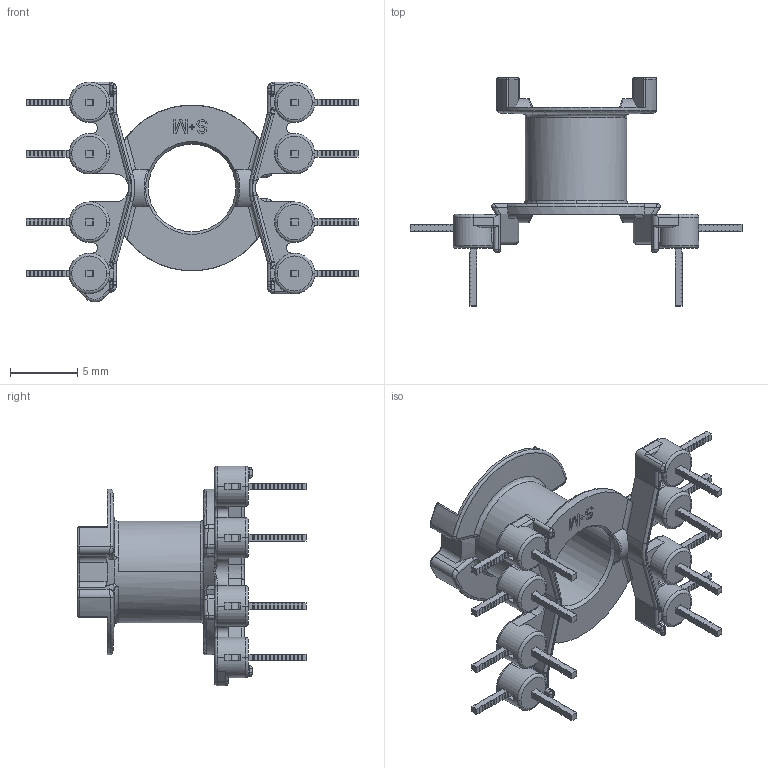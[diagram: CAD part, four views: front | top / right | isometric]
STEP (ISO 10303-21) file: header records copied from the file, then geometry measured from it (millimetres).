
FILE_DESCRIPTION((''),'2;1');
FILE_NAME('RM6_ASM','2018-06-15T',('ea4695'),(''),'PRO/ENGINEER BY PARAMETRIC TECHNOLOGY CORPORATION, 2014000','PRO/ENGINEER BY PARAMETRIC TECHNOLOGY CORPORATION, 2014000','');
FILE_SCHEMA(('CONFIG_CONTROL_DESIGN'));
Length unit declared in the file: millimetre
Products named in the file (3): RM6; DRAT; RM6_ASM
Assembly tree (9 placements, depth 2):
  RM6_ASM
    RM6
    DRAT  x8
Bounding box: 24.64 x 16.95 x 16.3 mm (x, y, z)
Volume: 417.1 mm3; surface area: 1394.6 mm2
Topology: 9 solids, 9 shells, 2230 faces, 6400 edges, 4179 vertices
Faces by surface type: plane 1801, cylinder 242, torus 84, bspline 75, sphere 16, cone 12
Entity records: 36942 total; most frequent: CARTESIAN_POINT 11498, ORIENTED_EDGE 5572, DIRECTION 4984, EDGE_CURVE 2786, VECTOR 1900, LINE 1900, VERTEX_POINT 1771, AXIS2_PLACEMENT_3D 1542
